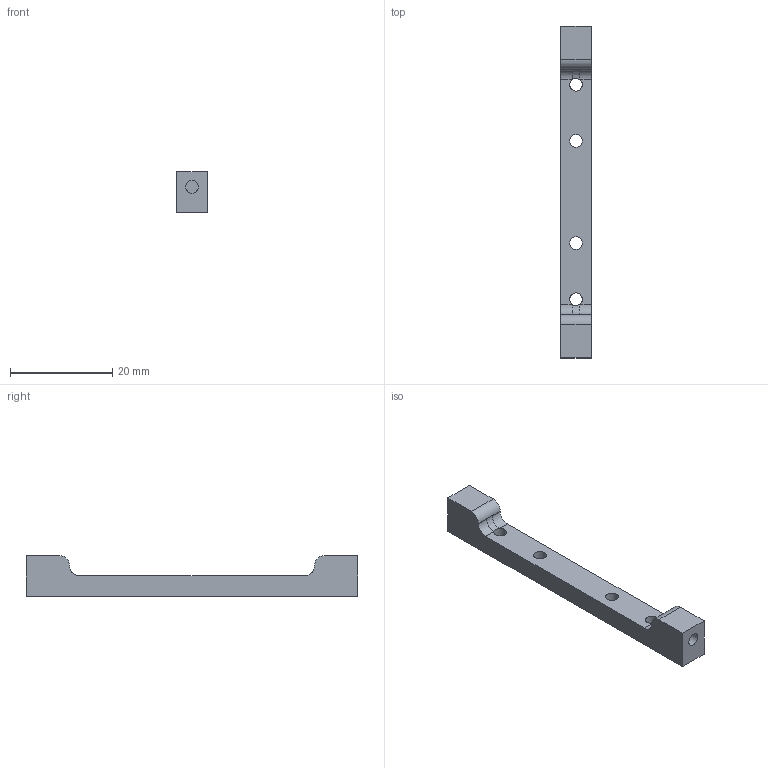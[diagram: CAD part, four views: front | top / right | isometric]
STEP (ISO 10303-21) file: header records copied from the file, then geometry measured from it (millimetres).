
FILE_DESCRIPTION(('FreeCAD Model'),'2;1');
FILE_NAME('Open CASCADE Shape Model','2025-08-03T18:03:25',(''),(''), 'Open CASCADE STEP processor 7.7','FreeCAD','Unknown');
FILE_SCHEMA(('AUTOMOTIVE_DESIGN { 1 0 10303 214 1 1 1 1 }'));
Length unit declared in the file: millimetre
Products named in the file (1): Распорка крепления регуля
Bounding box: 6 x 65 x 8 mm (x, y, z)
Volume: 1821.2 mm3; surface area: 1756.2 mm2
Topology: 1 solids, 1 shells, 26 faces, 68 edges, 44 vertices
Faces by surface type: plane 12, cylinder 12, bspline 2
Full cylindrical faces by diameter (mm): 2.5 x6
Entity records: 904 total; most frequent: CARTESIAN_POINT 227, DIRECTION 136, ORIENTED_EDGE 136, EDGE_CURVE 68, AXIS2_PLACEMENT_3D 49, VERTEX_POINT 44, LINE 38, VECTOR 38
